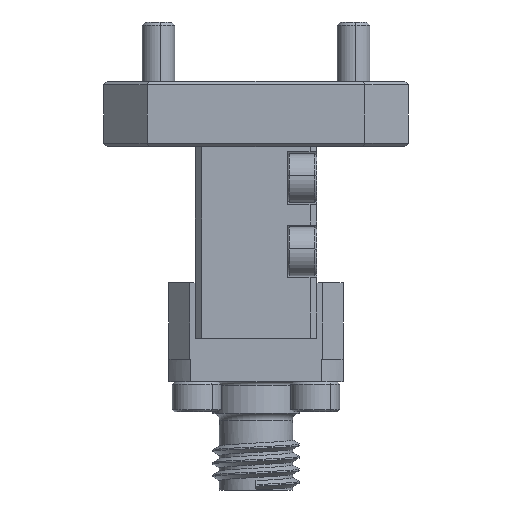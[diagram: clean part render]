
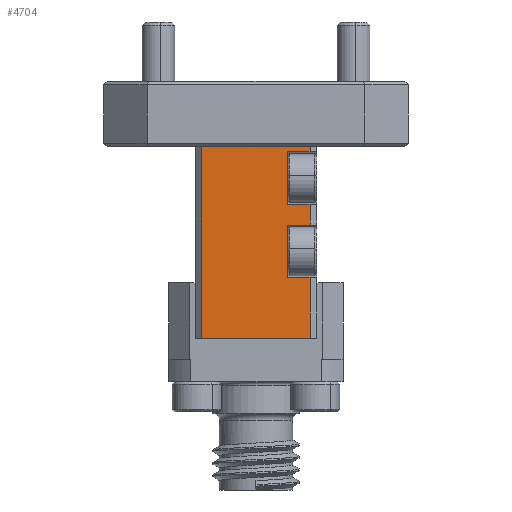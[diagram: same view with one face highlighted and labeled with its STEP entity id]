
A CAD part, left-side view. The second image highlights one B-rep face of the part: STEP entity #4704.
In plain terms, the highlighted planar face has unit normal (-1, 0, 0).
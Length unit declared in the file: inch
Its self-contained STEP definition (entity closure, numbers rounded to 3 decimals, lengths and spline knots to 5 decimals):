
#1 = CARTESIAN_POINT ( 'NONE',  ( -0.3, -0.155, -0.738 ) ) ;
#9 = LINE ( 'NONE', #6632, #2662 ) ;
#147 = VERTEX_POINT ( 'NONE', #6305 ) ;
#262 = CARTESIAN_POINT ( 'NONE',  ( -0.3, 0.081, -0.203 ) ) ;
#534 = VECTOR ( 'NONE', #4349, 39.37008 ) ;
#593 = VECTOR ( 'NONE', #9686, 39.37008 ) ;
#616 = CARTESIAN_POINT ( 'NONE',  ( -0.3, 0.081, -0.353 ) ) ;
#630 = VERTEX_POINT ( 'NONE', #6941 ) ;
#676 = VERTEX_POINT ( 'NONE', #9559 ) ;
#793 = VERTEX_POINT ( 'NONE', #7645 ) ;
#841 = CARTESIAN_POINT ( 'NONE',  ( -0.3, -0.155, -0.203 ) ) ;
#867 = DIRECTION ( 'NONE',  ( 1., 0., 0. ) ) ;
#1036 = CARTESIAN_POINT ( 'NONE',  ( -0.3, -0.089, -0.353 ) ) ;
#1112 = DIRECTION ( 'NONE',  ( 0., -1., 0. ) ) ;
#1196 = CARTESIAN_POINT ( 'NONE',  ( -0.3, -0.089, -0.203 ) ) ;
#1200 = LINE ( 'NONE', #2210, #4104 ) ;
#1403 = VERTEX_POINT ( 'NONE', #3979 ) ;
#1577 = ORIENTED_EDGE ( 'NONE', *, *, #4256, .F. ) ;
#1598 = EDGE_CURVE ( 'NONE', #9724, #4009, #5924, .T. ) ;
#1770 = VECTOR ( 'NONE', #2713, 39.37008 ) ;
#1972 = CARTESIAN_POINT ( 'NONE',  ( -0.3, -0.175, -0.738 ) ) ;
#2066 = DIRECTION ( 'NONE',  ( 0., -1., 0. ) ) ;
#2210 = CARTESIAN_POINT ( 'NONE',  ( -0.3, -0.089, -0.413 ) ) ;
#2358 = LINE ( 'NONE', #6163, #9751 ) ;
#2662 = VECTOR ( 'NONE', #9733, 39.37008 ) ;
#2713 = DIRECTION ( 'NONE',  ( 0., 1., 0. ) ) ;
#2763 = DIRECTION ( 'NONE',  ( 0., 1., 0. ) ) ;
#2923 = CARTESIAN_POINT ( 'NONE',  ( -0.3, 0.155, -0.738 ) ) ;
#2997 = VECTOR ( 'NONE', #9494, 39.37008 ) ;
#3013 = VERTEX_POINT ( 'NONE', #10020 ) ;
#3255 = VECTOR ( 'NONE', #6952, 39.37008 ) ;
#3357 = VECTOR ( 'NONE', #2763, 39.37008 ) ;
#3380 = LINE ( 'NONE', #1036, #7724 ) ;
#3416 = CARTESIAN_POINT ( 'NONE',  ( -0.3, -0.175, -0.738 ) ) ;
#3433 = ORIENTED_EDGE ( 'NONE', *, *, #4765, .T. ) ;
#3521 = VECTOR ( 'NONE', #2066, 39.37008 ) ;
#3723 = LINE ( 'NONE', #6093, #534 ) ;
#3744 = ORIENTED_EDGE ( 'NONE', *, *, #5454, .F. ) ;
#3979 = CARTESIAN_POINT ( 'NONE',  ( -0.3, -0.089, -0.413 ) ) ;
#4009 = VERTEX_POINT ( 'NONE', #841 ) ;
#4104 = VECTOR ( 'NONE', #8496, 39.37008 ) ;
#4143 = DIRECTION ( 'NONE',  ( 0., 1., 0. ) ) ;
#4256 = EDGE_CURVE ( 'NONE', #1403, #5773, #1200, .T. ) ;
#4270 = ORIENTED_EDGE ( 'NONE', *, *, #4775, .T. ) ;
#4273 = ORIENTED_EDGE ( 'NONE', *, *, #5608, .F. ) ;
#4349 = DIRECTION ( 'NONE',  ( 0., 0., 1. ) ) ;
#4611 = AXIS2_PLACEMENT_3D ( 'NONE', #3416, #867, #4143 ) ;
#4704 = ADVANCED_FACE ( 'NONE', ( #6739 ), #9944, .F. ) ;
#4765 = EDGE_CURVE ( 'NONE', #793, #6129, #7684, .T. ) ;
#4775 = EDGE_CURVE ( 'NONE', #4009, #3013, #3723, .T. ) ;
#4801 = ORIENTED_EDGE ( 'NONE', *, *, #7670, .T. ) ;
#4987 = ORIENTED_EDGE ( 'NONE', *, *, #8772, .T. ) ;
#5038 = LINE ( 'NONE', #10104, #3357 ) ;
#5076 = CARTESIAN_POINT ( 'NONE',  ( -0.3, 0.081, -0.413 ) ) ;
#5454 = EDGE_CURVE ( 'NONE', #7188, #676, #8816, .T. ) ;
#5587 = DIRECTION ( 'NONE',  ( 0., 0., 1. ) ) ;
#5608 = EDGE_CURVE ( 'NONE', #9724, #7188, #3380, .T. ) ;
#5732 = CARTESIAN_POINT ( 'NONE',  ( -0.3, -0.155, -0.738 ) ) ;
#5773 = VERTEX_POINT ( 'NONE', #9216 ) ;
#5834 = CARTESIAN_POINT ( 'NONE',  ( -0.3, -0.089, -0.353 ) ) ;
#5917 = EDGE_CURVE ( 'NONE', #147, #676, #2358, .T. ) ;
#5924 = LINE ( 'NONE', #262, #10099 ) ;
#6080 = ORIENTED_EDGE ( 'NONE', *, *, #5917, .T. ) ;
#6093 = CARTESIAN_POINT ( 'NONE',  ( -0.3, -0.155, -0.738 ) ) ;
#6113 = EDGE_CURVE ( 'NONE', #3013, #793, #5038, .T. ) ;
#6129 = VERTEX_POINT ( 'NONE', #8321 ) ;
#6163 = CARTESIAN_POINT ( 'NONE',  ( -0.3, -0.155, -0.738 ) ) ;
#6305 = CARTESIAN_POINT ( 'NONE',  ( -0.3, -0.155, -0.413 ) ) ;
#6606 = DIRECTION ( 'NONE',  ( 0., 0., -1. ) ) ;
#6632 = CARTESIAN_POINT ( 'NONE',  ( -0.3, 0.081, -0.563 ) ) ;
#6678 = ORIENTED_EDGE ( 'NONE', *, *, #8456, .F. ) ;
#6739 = FACE_OUTER_BOUND ( 'NONE', #8874, .T. ) ;
#6941 = CARTESIAN_POINT ( 'NONE',  ( -0.3, -0.155, -0.563 ) ) ;
#6952 = DIRECTION ( 'NONE',  ( 0., 0., -1. ) ) ;
#7188 = VERTEX_POINT ( 'NONE', #5834 ) ;
#7473 = LINE ( 'NONE', #5732, #593 ) ;
#7569 = EDGE_CURVE ( 'NONE', #5773, #630, #9, .T. ) ;
#7645 = CARTESIAN_POINT ( 'NONE',  ( -0.3, 0.155, -0.188 ) ) ;
#7670 = EDGE_CURVE ( 'NONE', #1403, #147, #10034, .T. ) ;
#7684 = LINE ( 'NONE', #2923, #3255 ) ;
#7724 = VECTOR ( 'NONE', #6606, 39.37008 ) ;
#8201 = ORIENTED_EDGE ( 'NONE', *, *, #7569, .F. ) ;
#8321 = CARTESIAN_POINT ( 'NONE',  ( -0.3, 0.155, -0.738 ) ) ;
#8456 = EDGE_CURVE ( 'NONE', #9294, #6129, #9951, .T. ) ;
#8496 = DIRECTION ( 'NONE',  ( 0., 0., -1. ) ) ;
#8772 = EDGE_CURVE ( 'NONE', #9294, #630, #7473, .T. ) ;
#8816 = LINE ( 'NONE', #616, #2997 ) ;
#8874 = EDGE_LOOP ( 'NONE', ( #4987, #8201, #1577, #4801, #6080, #3744, #4273, #9005, #4270, #8998, #3433, #6678 ) ) ;
#8998 = ORIENTED_EDGE ( 'NONE', *, *, #6113, .T. ) ;
#9005 = ORIENTED_EDGE ( 'NONE', *, *, #1598, .T. ) ;
#9216 = CARTESIAN_POINT ( 'NONE',  ( -0.3, -0.089, -0.563 ) ) ;
#9294 = VERTEX_POINT ( 'NONE', #1 ) ;
#9494 = DIRECTION ( 'NONE',  ( 0., -1., 0. ) ) ;
#9559 = CARTESIAN_POINT ( 'NONE',  ( -0.3, -0.155, -0.353 ) ) ;
#9686 = DIRECTION ( 'NONE',  ( 0., 0., 1. ) ) ;
#9724 = VERTEX_POINT ( 'NONE', #1196 ) ;
#9733 = DIRECTION ( 'NONE',  ( 0., -1., 0. ) ) ;
#9751 = VECTOR ( 'NONE', #5587, 39.37008 ) ;
#9944 = PLANE ( 'NONE',  #4611 ) ;
#9951 = LINE ( 'NONE', #1972, #1770 ) ;
#10020 = CARTESIAN_POINT ( 'NONE',  ( -0.3, -0.155, -0.188 ) ) ;
#10034 = LINE ( 'NONE', #5076, #3521 ) ;
#10099 = VECTOR ( 'NONE', #1112, 39.37008 ) ;
#10104 = CARTESIAN_POINT ( 'NONE',  ( -0.3, -0.175, -0.188 ) ) ;
